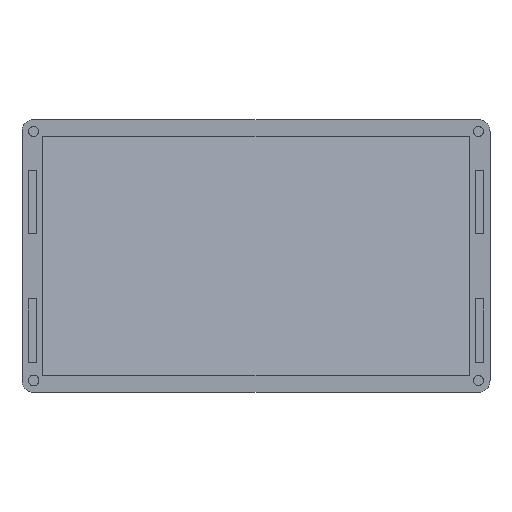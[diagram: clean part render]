
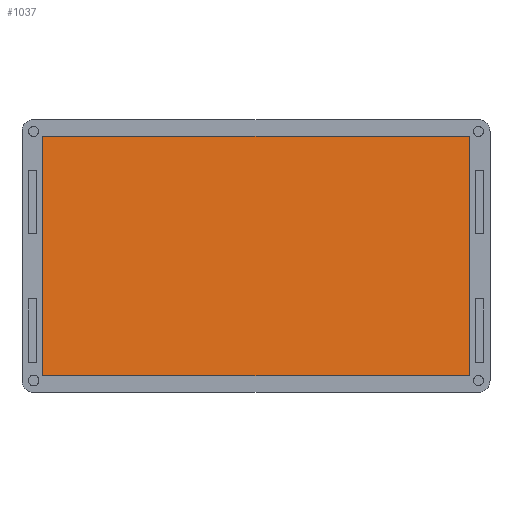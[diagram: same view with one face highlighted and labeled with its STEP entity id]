
A CAD part, top view. The second image highlights one B-rep face of the part: STEP entity #1037.
In plain terms, the highlighted planar face has unit normal (0, 0.083, 0.997).
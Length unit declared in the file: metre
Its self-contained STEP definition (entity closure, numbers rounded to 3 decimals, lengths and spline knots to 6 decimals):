
#184=ORIENTED_EDGE('',*,*,#432,.F.);
#185=ORIENTED_EDGE('',*,*,#433,.T.);
#186=ORIENTED_EDGE('',*,*,#434,.F.);
#187=ORIENTED_EDGE('',*,*,#435,.T.);
#432=EDGE_CURVE('',#564,#565,#636,.T.);
#433=EDGE_CURVE('',#564,#566,#637,.T.);
#434=EDGE_CURVE('',#567,#566,#638,.T.);
#435=EDGE_CURVE('',#567,#565,#639,.T.);
#564=VERTEX_POINT('',#1671);
#565=VERTEX_POINT('',#1672);
#566=VERTEX_POINT('',#1674);
#567=VERTEX_POINT('',#1676);
#636=LINE('',#1670,#732);
#637=LINE('',#1673,#733);
#638=LINE('',#1675,#734);
#639=LINE('',#1677,#735);
#732=VECTOR('',#1330,1.);
#733=VECTOR('',#1331,1.);
#734=VECTOR('',#1332,1.);
#735=VECTOR('',#1333,1.);
#832=EDGE_LOOP('',(#184,#185,#186,#187));
#922=FACE_BOUND('',#832,.T.);
#978=PLANE('',#1141);
#1037=ADVANCED_FACE('',(#922),#978,.F.);
#1141=AXIS2_PLACEMENT_3D('',#1669,#1328,#1329);
#1328=DIRECTION('',(0.,-0.083,-0.997));
#1329=DIRECTION('',(1.,0.,0.));
#1330=DIRECTION('',(0.,-0.997,0.083));
#1331=DIRECTION('',(-1.,0.,0.));
#1332=DIRECTION('',(0.,0.997,-0.083));
#1333=DIRECTION('',(1.,0.,0.));
#1669=CARTESIAN_POINT('',(0.,0.00325,-0.012518));
#1670=CARTESIAN_POINT('',(0.064,0.003548,-0.012543));
#1671=CARTESIAN_POINT('',(0.064,0.039,-0.015506));
#1672=CARTESIAN_POINT('',(0.064,-0.0328,-0.009505));
#1673=CARTESIAN_POINT('',(0.,0.039,-0.015506));
#1674=CARTESIAN_POINT('',(-0.064,0.039,-0.015506));
#1675=CARTESIAN_POINT('',(-0.064,0.003548,-0.012543));
#1676=CARTESIAN_POINT('',(-0.064,-0.0328,-0.009505));
#1677=CARTESIAN_POINT('',(0.,-0.0328,-0.009505));
